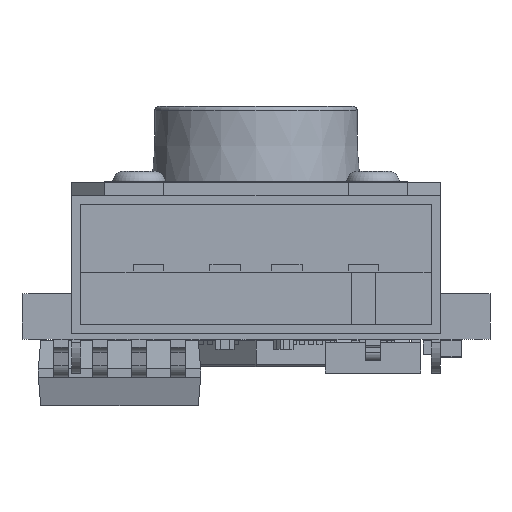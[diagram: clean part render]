
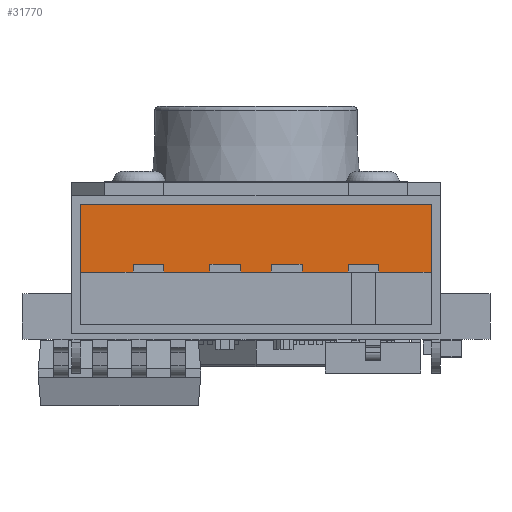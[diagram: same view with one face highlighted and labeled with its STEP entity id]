
A CAD part, front view. The second image highlights one B-rep face of the part: STEP entity #31770.
In plain terms, the highlighted face is planar.
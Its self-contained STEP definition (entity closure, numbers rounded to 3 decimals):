
#2618=PLANE('',#34325);
#4070=FACE_OUTER_BOUND('',#6206,.T.);
#6206=EDGE_LOOP('',(#26768,#26769,#26770,#26771,#26772,#26773,#26774,#26775,
#26776,#26777,#26778,#26779,#26780,#26781,#26782,#26783,#26784,#26785,#26786,
#26787));
#8912=LINE('',#49075,#12237);
#8918=LINE('',#49087,#12243);
#8938=LINE('',#49128,#12263);
#8942=LINE('',#49136,#12267);
#8946=LINE('',#49144,#12271);
#8950=LINE('',#49152,#12275);
#8954=LINE('',#49157,#12279);
#8955=LINE('',#49160,#12280);
#8961=LINE('',#49171,#12286);
#8962=LINE('',#49175,#12287);
#8963=LINE('',#49176,#12288);
#8964=LINE('',#49178,#12289);
#8965=LINE('',#49180,#12290);
#8966=LINE('',#49181,#12291);
#8967=LINE('',#49183,#12292);
#8968=LINE('',#49185,#12293);
#8969=LINE('',#49186,#12294);
#8970=LINE('',#49187,#12295);
#8971=LINE('',#49188,#12296);
#8972=LINE('',#49189,#12297);
#12237=VECTOR('',#40378,11.4);
#12243=VECTOR('',#40386,2.2);
#12263=VECTOR('',#40416,1.5);
#12267=VECTOR('',#40420,1.);
#12271=VECTOR('',#40424,1.5);
#12275=VECTOR('',#40428,1.7);
#12279=VECTOR('',#40432,1.7);
#12280=VECTOR('',#40435,0.25);
#12286=VECTOR('',#40445,0.25);
#12287=VECTOR('',#40448,1.);
#12288=VECTOR('',#40449,0.25);
#12289=VECTOR('',#40450,0.25);
#12290=VECTOR('',#40451,1.);
#12291=VECTOR('',#40452,0.25);
#12292=VECTOR('',#40453,0.25);
#12293=VECTOR('',#40454,1.);
#12294=VECTOR('',#40455,0.25);
#12295=VECTOR('',#40456,1.);
#12296=VECTOR('',#40457,2.2);
#12297=VECTOR('',#40458,0.25);
#16218=VERTEX_POINT('',#49072);
#16219=VERTEX_POINT('',#49074);
#16224=VERTEX_POINT('',#49086);
#16236=VERTEX_POINT('',#49120);
#16239=VERTEX_POINT('',#49125);
#16240=VERTEX_POINT('',#49127);
#16243=VERTEX_POINT('',#49133);
#16244=VERTEX_POINT('',#49135);
#16247=VERTEX_POINT('',#49141);
#16248=VERTEX_POINT('',#49143);
#16251=VERTEX_POINT('',#49149);
#16252=VERTEX_POINT('',#49151);
#16254=VERTEX_POINT('',#49159);
#16257=VERTEX_POINT('',#49169);
#16258=VERTEX_POINT('',#49173);
#16259=VERTEX_POINT('',#49174);
#16260=VERTEX_POINT('',#49177);
#16261=VERTEX_POINT('',#49179);
#16262=VERTEX_POINT('',#49182);
#16263=VERTEX_POINT('',#49184);
#19885=EDGE_CURVE('',#16218,#16219,#8912,.T.);
#19891=EDGE_CURVE('',#16224,#16219,#8918,.T.);
#19911=EDGE_CURVE('',#16240,#16239,#8938,.T.);
#19915=EDGE_CURVE('',#16244,#16243,#8942,.T.);
#19919=EDGE_CURVE('',#16248,#16247,#8946,.T.);
#19923=EDGE_CURVE('',#16252,#16251,#8950,.T.);
#19927=EDGE_CURVE('',#16236,#16224,#8954,.T.);
#19928=EDGE_CURVE('',#16236,#16254,#8955,.T.);
#19934=EDGE_CURVE('',#16239,#16257,#8961,.T.);
#19935=EDGE_CURVE('',#16258,#16259,#8962,.T.);
#19936=EDGE_CURVE('',#16248,#16259,#8963,.T.);
#19937=EDGE_CURVE('',#16247,#16260,#8964,.T.);
#19938=EDGE_CURVE('',#16260,#16261,#8965,.T.);
#19939=EDGE_CURVE('',#16244,#16261,#8966,.T.);
#19940=EDGE_CURVE('',#16243,#16262,#8967,.T.);
#19941=EDGE_CURVE('',#16262,#16263,#8968,.T.);
#19942=EDGE_CURVE('',#16240,#16263,#8969,.T.);
#19943=EDGE_CURVE('',#16257,#16254,#8970,.T.);
#19944=EDGE_CURVE('',#16252,#16218,#8971,.T.);
#19945=EDGE_CURVE('',#16251,#16258,#8972,.T.);
#26768=ORIENTED_EDGE('',*,*,#19935,.T.);
#26769=ORIENTED_EDGE('',*,*,#19936,.F.);
#26770=ORIENTED_EDGE('',*,*,#19919,.T.);
#26771=ORIENTED_EDGE('',*,*,#19937,.T.);
#26772=ORIENTED_EDGE('',*,*,#19938,.T.);
#26773=ORIENTED_EDGE('',*,*,#19939,.F.);
#26774=ORIENTED_EDGE('',*,*,#19915,.T.);
#26775=ORIENTED_EDGE('',*,*,#19940,.T.);
#26776=ORIENTED_EDGE('',*,*,#19941,.T.);
#26777=ORIENTED_EDGE('',*,*,#19942,.F.);
#26778=ORIENTED_EDGE('',*,*,#19911,.T.);
#26779=ORIENTED_EDGE('',*,*,#19934,.T.);
#26780=ORIENTED_EDGE('',*,*,#19943,.T.);
#26781=ORIENTED_EDGE('',*,*,#19928,.F.);
#26782=ORIENTED_EDGE('',*,*,#19927,.T.);
#26783=ORIENTED_EDGE('',*,*,#19891,.T.);
#26784=ORIENTED_EDGE('',*,*,#19885,.F.);
#26785=ORIENTED_EDGE('',*,*,#19944,.F.);
#26786=ORIENTED_EDGE('',*,*,#19923,.T.);
#26787=ORIENTED_EDGE('',*,*,#19945,.T.);
#31770=ADVANCED_FACE('',(#4070),#2618,.F.);
#34325=AXIS2_PLACEMENT_3D('',#49172,#40446,#40447);
#40378=DIRECTION('',(0.,-1.,0.));
#40386=DIRECTION('',(0.,0.,1.));
#40416=DIRECTION('',(0.,-1.,0.));
#40420=DIRECTION('',(0.,-1.,0.));
#40424=DIRECTION('',(0.,-1.,0.));
#40428=DIRECTION('',(0.,-1.,0.));
#40432=DIRECTION('',(0.,-1.,0.));
#40435=DIRECTION('',(0.,0.,1.));
#40445=DIRECTION('',(0.,0.,1.));
#40446=DIRECTION('center_axis',(1.,0.,0.));
#40447=DIRECTION('ref_axis',(0.,0.,
1.));
#40448=DIRECTION('',(0.,-1.,0.));
#40449=DIRECTION('',(0.,0.,1.));
#40450=DIRECTION('',(0.,0.,1.));
#40451=DIRECTION('',(0.,-1.,0.));
#40452=DIRECTION('',(0.,0.,1.));
#40453=DIRECTION('',(0.,0.,1.));
#40454=DIRECTION('',(0.,-1.,0.));
#40455=DIRECTION('',(0.,0.,1.));
#40456=DIRECTION('',(0.,-1.,0.));
#40457=DIRECTION('',(0.,0.,1.));
#40458=DIRECTION('',(0.,0.,1.));
#49072=CARTESIAN_POINT('',(-0.872,5.7,2.899));
#49074=CARTESIAN_POINT('',(-0.872,-5.7,2.899));
#49075=CARTESIAN_POINT('',(-0.872,5.7,2.899));
#49086=CARTESIAN_POINT('',(-0.872,-5.7,0.699));
#49087=CARTESIAN_POINT('',(-0.872,-5.7,0.699));
#49120=CARTESIAN_POINT('',(-0.872,-4.,0.699));
#49125=CARTESIAN_POINT('',(-0.872,-3.,0.699));
#49127=CARTESIAN_POINT('',(-0.872,-1.5,0.699));
#49128=CARTESIAN_POINT('',(-0.872,-1.5,0.699));
#49133=CARTESIAN_POINT('',(-0.872,-0.5,0.699));
#49135=CARTESIAN_POINT('',(-0.872,0.5,0.699));
#49136=CARTESIAN_POINT('',(-0.872,0.5,0.699));
#49141=CARTESIAN_POINT('',(-0.872,1.5,0.699));
#49143=CARTESIAN_POINT('',(-0.872,3.,0.699));
#49144=CARTESIAN_POINT('',(-0.872,3.,0.699));
#49149=CARTESIAN_POINT('',(-0.872,4.,0.699));
#49151=CARTESIAN_POINT('',(-0.872,5.7,0.699));
#49152=CARTESIAN_POINT('',(-0.872,5.7,0.699));
#49157=CARTESIAN_POINT('',(-0.872,-4.,0.699));
#49159=CARTESIAN_POINT('',(-0.872,-4.,0.949));
#49160=CARTESIAN_POINT('',(-0.872,-4.,0.699));
#49169=CARTESIAN_POINT('',(-0.872,-3.,0.949));
#49171=CARTESIAN_POINT('',(-0.872,-3.,0.699));
#49172=CARTESIAN_POINT('Origin',(-0.872,5.7,0.699));
#49173=CARTESIAN_POINT('',(-0.872,4.,0.949));
#49174=CARTESIAN_POINT('',(-0.872,3.,0.949));
#49175=CARTESIAN_POINT('',(-0.872,4.,0.949));
#49176=CARTESIAN_POINT('',(-0.872,3.,0.699));
#49177=CARTESIAN_POINT('',(-0.872,1.5,0.949));
#49178=CARTESIAN_POINT('',(-0.872,1.5,0.699));
#49179=CARTESIAN_POINT('',(-0.872,0.5,0.949));
#49180=CARTESIAN_POINT('',(-0.872,1.5,0.949));
#49181=CARTESIAN_POINT('',(-0.872,0.5,0.699));
#49182=CARTESIAN_POINT('',(-0.872,-0.5,0.949));
#49183=CARTESIAN_POINT('',(-0.872,-0.5,0.699));
#49184=CARTESIAN_POINT('',(-0.872,-1.5,0.949));
#49185=CARTESIAN_POINT('',(-0.872,-0.5,0.949));
#49186=CARTESIAN_POINT('',(-0.872,-1.5,0.699));
#49187=CARTESIAN_POINT('',(-0.872,-3.,0.949));
#49188=CARTESIAN_POINT('',(-0.872,5.7,0.699));
#49189=CARTESIAN_POINT('',(-0.872,4.,0.699));
